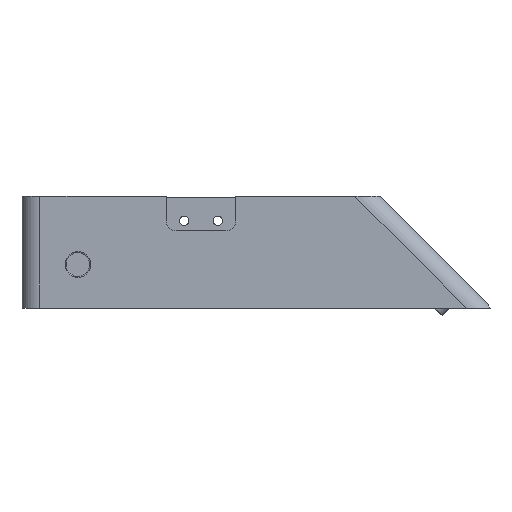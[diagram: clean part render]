
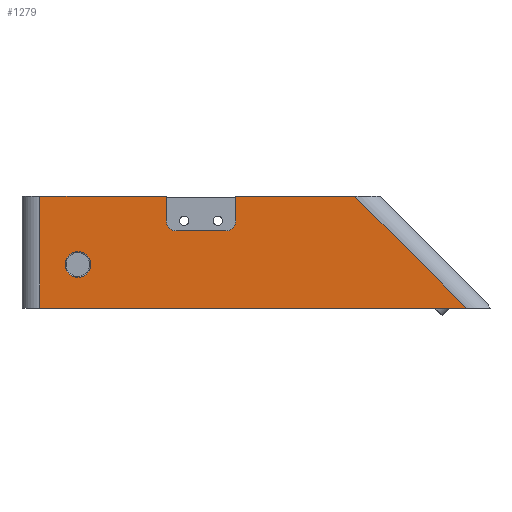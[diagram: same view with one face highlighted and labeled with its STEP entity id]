
A CAD part, left-side view. The second image highlights one B-rep face of the part: STEP entity #1279.
In plain terms, the highlighted planar face has unit normal (-1, 0, 0).
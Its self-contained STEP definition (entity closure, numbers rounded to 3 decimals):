
#62 = CARTESIAN_POINT ( 'NONE',  ( -86., 49.25, 19.5 ) ) ;
#128 = EDGE_CURVE ( 'NONE', #10279, #6284, #5185, .T. ) ;
#213 = VERTEX_POINT ( 'NONE', #3066 ) ;
#232 = VECTOR ( 'NONE', #3322, 1000. ) ;
#469 = ORIENTED_EDGE ( 'NONE', *, *, #5301, .T. ) ;
#758 = EDGE_CURVE ( 'NONE', #2347, #6712, #5467, .T. ) ;
#830 = VERTEX_POINT ( 'NONE', #5670 ) ;
#871 = EDGE_CURVE ( 'NONE', #3026, #2647, #7287, .T. ) ;
#878 = DIRECTION ( 'NONE',  ( 0., 1., 0. ) ) ;
#880 = ORIENTED_EDGE ( 'NONE', *, *, #3369, .F. ) ;
#969 = CARTESIAN_POINT ( 'NONE',  ( -86., -118.686, 0. ) ) ;
#1137 = VECTOR ( 'NONE', #4283, 1000. ) ;
#1279 = ADVANCED_FACE ( 'NONE', ( #5506, #10200 ), #5609, .F. ) ;
#1409 = ORIENTED_EDGE ( 'NONE', *, *, #4747, .T. ) ;
#1494 = LINE ( 'NONE', #4855, #10181 ) ;
#1686 = DIRECTION ( 'NONE',  ( 0., 0., -1. ) ) ;
#1698 = EDGE_CURVE ( 'NONE', #6449, #3026, #5751, .T. ) ;
#2037 = LINE ( 'NONE', #3691, #3378 ) ;
#2180 = ORIENTED_EDGE ( 'NONE', *, *, #871, .T. ) ;
#2322 = DIRECTION ( 'NONE',  ( 0., 1., 0. ) ) ;
#2347 = VERTEX_POINT ( 'NONE', #62 ) ;
#2647 = VERTEX_POINT ( 'NONE', #6293 ) ;
#3026 = VERTEX_POINT ( 'NONE', #969 ) ;
#3066 = CARTESIAN_POINT ( 'NONE',  ( -86., 15.5, 50. ) ) ;
#3127 = DIRECTION ( 'NONE',  ( 1., 0., 0. ) ) ;
#3190 = CARTESIAN_POINT ( 'NONE',  ( -86., -15.5, 50. ) ) ;
#3303 = DIRECTION ( 'NONE',  ( 0., 0., -1. ) ) ;
#3322 = DIRECTION ( 'NONE',  ( 0., -1., 0. ) ) ;
#3369 = EDGE_CURVE ( 'NONE', #4848, #2647, #6551, .T. ) ;
#3378 = VECTOR ( 'NONE', #7829, 1000. ) ;
#3453 = LINE ( 'NONE', #5875, #1137 ) ;
#3517 = ORIENTED_EDGE ( 'NONE', *, *, #8121, .T. ) ;
#3647 = ORIENTED_EDGE ( 'NONE', *, *, #9622, .T. ) ;
#3691 = CARTESIAN_POINT ( 'NONE',  ( -86., 15.5, 50. ) ) ;
#3920 = EDGE_CURVE ( 'NONE', #10279, #8874, #4581, .T. ) ;
#4055 = CIRCLE ( 'NONE', #6012, 5.75 ) ;
#4253 = VECTOR ( 'NONE', #8913, 1000. ) ;
#4283 = DIRECTION ( 'NONE',  ( 0., -1., 0. ) ) ;
#4328 = DIRECTION ( 'NONE',  ( 1., 0., 0. ) ) ;
#4581 = CIRCLE ( 'NONE', #6540, 4.5 ) ;
#4646 = ORIENTED_EDGE ( 'NONE', *, *, #758, .T. ) ;
#4648 = VECTOR ( 'NONE', #7562, 1000. ) ;
#4747 = EDGE_CURVE ( 'NONE', #8874, #213, #2037, .T. ) ;
#4848 = VERTEX_POINT ( 'NONE', #7004 ) ;
#4855 = CARTESIAN_POINT ( 'NONE',  ( -86., 72., 50. ) ) ;
#4958 = VERTEX_POINT ( 'NONE', #10296 ) ;
#4971 = CARTESIAN_POINT ( 'NONE',  ( -86., 80., 0. ) ) ;
#5036 = AXIS2_PLACEMENT_3D ( 'NONE', #6285, #3127, #2322 ) ;
#5056 = DIRECTION ( 'NONE',  ( 1., 0., 0. ) ) ;
#5137 = ORIENTED_EDGE ( 'NONE', *, *, #8871, .T. ) ;
#5185 = LINE ( 'NONE', #9058, #7435 ) ;
#5261 = DIRECTION ( 'NONE',  ( 0., 1., 0. ) ) ;
#5301 = EDGE_CURVE ( 'NONE', #6712, #2347, #4055, .T. ) ;
#5467 = CIRCLE ( 'NONE', #6615, 5.75 ) ;
#5506 = FACE_BOUND ( 'NONE', #5895, .T. ) ;
#5609 = PLANE ( 'NONE',  #6107 ) ;
#5670 = CARTESIAN_POINT ( 'NONE',  ( -86., 72., 50. ) ) ;
#5751 = LINE ( 'NONE', #4971, #232 ) ;
#5818 = CARTESIAN_POINT ( 'NONE',  ( -86., 11., 39. ) ) ;
#5875 = CARTESIAN_POINT ( 'NONE',  ( -86., 80., 50. ) ) ;
#5895 = EDGE_LOOP ( 'NONE', ( #469, #4646 ) ) ;
#6012 = AXIS2_PLACEMENT_3D ( 'NONE', #7538, #5056, #5261 ) ;
#6107 = AXIS2_PLACEMENT_3D ( 'NONE', #8745, #6388, #9595 ) ;
#6192 = CARTESIAN_POINT ( 'NONE',  ( -86., 72., 0. ) ) ;
#6284 = VERTEX_POINT ( 'NONE', #9299 ) ;
#6285 = CARTESIAN_POINT ( 'NONE',  ( -86., -11., 39. ) ) ;
#6293 = CARTESIAN_POINT ( 'NONE',  ( -86., -68.686, 50. ) ) ;
#6388 = DIRECTION ( 'NONE',  ( 1., 0., 0. ) ) ;
#6449 = VERTEX_POINT ( 'NONE', #6192 ) ;
#6540 = AXIS2_PLACEMENT_3D ( 'NONE', #5818, #4328, #7425 ) ;
#6551 = LINE ( 'NONE', #7291, #4253 ) ;
#6615 = AXIS2_PLACEMENT_3D ( 'NONE', #6931, #10111, #878 ) ;
#6712 = VERTEX_POINT ( 'NONE', #6752 ) ;
#6742 = VECTOR ( 'NONE', #1686, 1000. ) ;
#6752 = CARTESIAN_POINT ( 'NONE',  ( -86., 60.75, 19.5 ) ) ;
#6765 = ORIENTED_EDGE ( 'NONE', *, *, #1698, .T. ) ;
#6931 = CARTESIAN_POINT ( 'NONE',  ( -86., 55., 19.5 ) ) ;
#7004 = CARTESIAN_POINT ( 'NONE',  ( -86., -15.5, 50. ) ) ;
#7287 = LINE ( 'NONE', #8894, #4648 ) ;
#7291 = CARTESIAN_POINT ( 'NONE',  ( -86., 80., 50. ) ) ;
#7425 = DIRECTION ( 'NONE',  ( 0., 1., 0. ) ) ;
#7435 = VECTOR ( 'NONE', #8308, 1000. ) ;
#7538 = CARTESIAN_POINT ( 'NONE',  ( -86., 55., 19.5 ) ) ;
#7562 = DIRECTION ( 'NONE',  ( 0., 0.707, 0.707 ) ) ;
#7829 = DIRECTION ( 'NONE',  ( 0., 0., 1. ) ) ;
#8121 = EDGE_CURVE ( 'NONE', #830, #6449, #1494, .T. ) ;
#8245 = EDGE_CURVE ( 'NONE', #830, #213, #3453, .T. ) ;
#8278 = ORIENTED_EDGE ( 'NONE', *, *, #3920, .T. ) ;
#8308 = DIRECTION ( 'NONE',  ( 0., -1., 0. ) ) ;
#8745 = CARTESIAN_POINT ( 'NONE',  ( -86., 80., 50. ) ) ;
#8791 = CARTESIAN_POINT ( 'NONE',  ( -86., 15.5, 39. ) ) ;
#8871 = EDGE_CURVE ( 'NONE', #4958, #6284, #9045, .T. ) ;
#8874 = VERTEX_POINT ( 'NONE', #8791 ) ;
#8894 = CARTESIAN_POINT ( 'NONE',  ( -86., -74.343, 44.343 ) ) ;
#8913 = DIRECTION ( 'NONE',  ( 0., -1., 0. ) ) ;
#9045 = CIRCLE ( 'NONE', #5036, 4.5 ) ;
#9058 = CARTESIAN_POINT ( 'NONE',  ( -86., 80., 34.5 ) ) ;
#9190 = EDGE_LOOP ( 'NONE', ( #6765, #2180, #880, #3647, #5137, #10216, #8278, #1409, #9770, #3517 ) ) ;
#9210 = CARTESIAN_POINT ( 'NONE',  ( -86., 11., 34.5 ) ) ;
#9299 = CARTESIAN_POINT ( 'NONE',  ( -86., -11., 34.5 ) ) ;
#9595 = DIRECTION ( 'NONE',  ( 0., 1., 0. ) ) ;
#9622 = EDGE_CURVE ( 'NONE', #4848, #4958, #10264, .T. ) ;
#9770 = ORIENTED_EDGE ( 'NONE', *, *, #8245, .F. ) ;
#10111 = DIRECTION ( 'NONE',  ( 1., 0., 0. ) ) ;
#10181 = VECTOR ( 'NONE', #3303, 1000. ) ;
#10200 = FACE_OUTER_BOUND ( 'NONE', #9190, .T. ) ;
#10216 = ORIENTED_EDGE ( 'NONE', *, *, #128, .F. ) ;
#10264 = LINE ( 'NONE', #3190, #6742 ) ;
#10279 = VERTEX_POINT ( 'NONE', #9210 ) ;
#10296 = CARTESIAN_POINT ( 'NONE',  ( -86., -15.5, 39. ) ) ;
